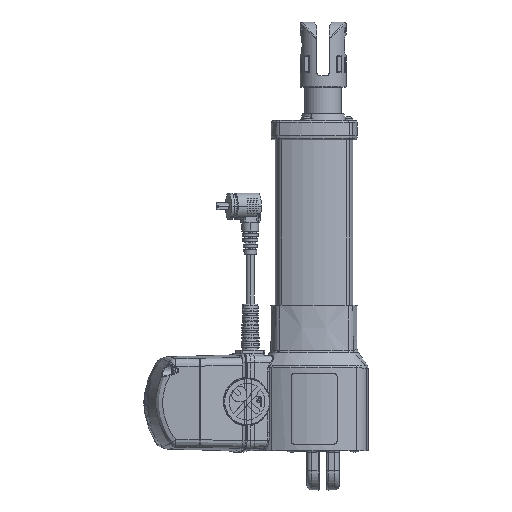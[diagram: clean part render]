
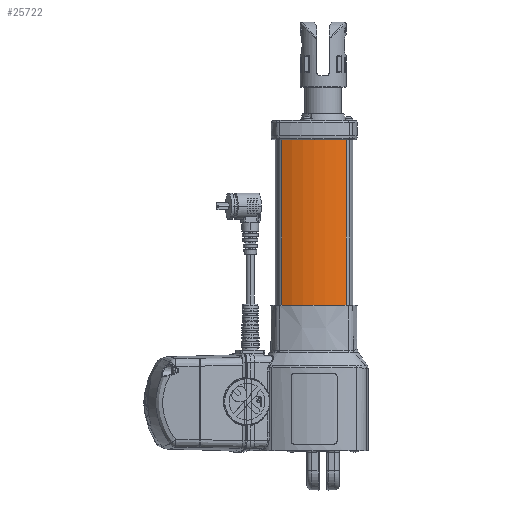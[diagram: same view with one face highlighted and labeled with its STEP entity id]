
A CAD part, front view. The second image highlights one B-rep face of the part: STEP entity #25722.
In plain terms, the highlighted cylindrical face has radius 48 mm (diameter 96 mm), a partial arc.
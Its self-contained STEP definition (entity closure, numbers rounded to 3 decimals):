
#8243 = LINE ( 'NONE', #17201, #8246 ) ;
#8245 = LINE ( 'NONE', #17203, #8248 ) ;
#8246 = VECTOR ( 'NONE', #17202, 1000. ) ;
#8248 = VECTOR ( 'NONE', #17204, 1000. ) ;
#13796 = CARTESIAN_POINT ( 'NONE',  ( 21.134, -11.349, 95. ) ) ;
#13814 = CARTESIAN_POINT ( 'NONE',  ( -21.124, -11.349, 204. ) ) ;
#13816 = CARTESIAN_POINT ( 'NONE',  ( 21.134, -11.349, 204. ) ) ;
#13822 = CARTESIAN_POINT ( 'NONE',  ( -21.124, -11.349, 95. ) ) ;
#17201 = CARTESIAN_POINT ( 'NONE',  ( -21.124, -11.349, 64. ) ) ;
#17202 = DIRECTION ( 'NONE',  ( 0., 0., -1. ) ) ;
#17203 = CARTESIAN_POINT ( 'NONE',  ( 21.134, -11.349, 64. ) ) ;
#17204 = DIRECTION ( 'NONE',  ( 0., 0., 1. ) ) ;
#25722 = ADVANCED_FACE ( 'NONE', ( #67436 ), #67445, .T. ) ;
#26349 = EDGE_CURVE ( 'NONE', #52131, #52133, #68575, .T. ) ;
#26363 = EDGE_CURVE ( 'NONE', #52136, #52119, #68580, .T. ) ;
#33688 = EDGE_CURVE ( 'NONE', #52131, #52136, #8243, .T. ) ;
#33689 = EDGE_CURVE ( 'NONE', #52119, #52133, #8245, .T. ) ;
#52119 = VERTEX_POINT ( 'NONE', #13796 ) ;
#52131 = VERTEX_POINT ( 'NONE', #13814 ) ;
#52133 = VERTEX_POINT ( 'NONE', #13816 ) ;
#52136 = VERTEX_POINT ( 'NONE', #13822 ) ;
#55088 = EDGE_LOOP ( 'NONE', ( #58107, #58108, #58109, #58110 ) ) ;
#55697 = AXIS2_PLACEMENT_3D ( 'NONE', #66203, #66202, #66195 ) ;
#58107 = ORIENTED_EDGE ( 'NONE', *, *, #26349, .F. ) ;
#58108 = ORIENTED_EDGE ( 'NONE', *, *, #33688, .T. ) ;
#58109 = ORIENTED_EDGE ( 'NONE', *, *, #26363, .T. ) ;
#58110 = ORIENTED_EDGE ( 'NONE', *, *, #33689, .T. ) ;
#66195 = DIRECTION ( 'NONE',  ( 1., 0., 0. ) ) ;
#66202 = DIRECTION ( 'NONE',  ( 0., 0., 1. ) ) ;
#66203 = CARTESIAN_POINT ( 'NONE',  ( 0.005, 31.75, 64. ) ) ;
#67436 = FACE_OUTER_BOUND ( 'NONE', #55088, .T. ) ;
#67445 = CYLINDRICAL_SURFACE ( 'NONE', #55697, 48. ) ;
#68575 = CIRCLE ( 'NONE', #70448, 48. ) ;
#68580 = CIRCLE ( 'NONE', #70459, 48. ) ;
#70448 = AXIS2_PLACEMENT_3D ( 'NONE', #79121, #79122, #79123 ) ;
#70459 = AXIS2_PLACEMENT_3D ( 'NONE', #79158, #79159, #79160 ) ;
#79121 = CARTESIAN_POINT ( 'NONE',  ( 0.005, 31.75, 204. ) ) ;
#79122 = DIRECTION ( 'NONE',  ( 0., 0., 1. ) ) ;
#79123 = DIRECTION ( 'NONE',  ( 1., 0., 0. ) ) ;
#79158 = CARTESIAN_POINT ( 'NONE',  ( 0.005, 31.75, 95. ) ) ;
#79159 = DIRECTION ( 'NONE',  ( 0., 0., 1. ) ) ;
#79160 = DIRECTION ( 'NONE',  ( 1., 0., 0. ) ) ;
